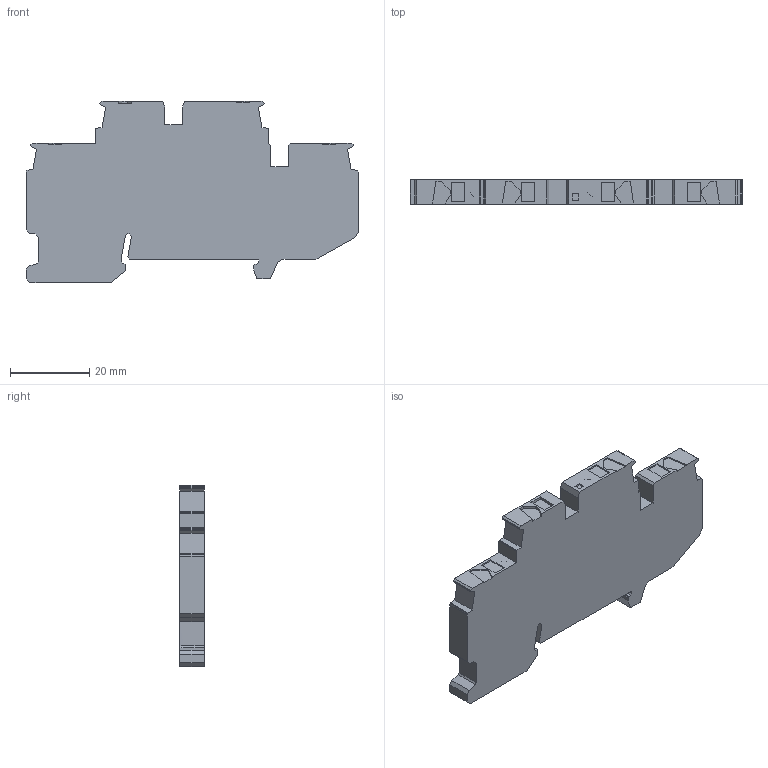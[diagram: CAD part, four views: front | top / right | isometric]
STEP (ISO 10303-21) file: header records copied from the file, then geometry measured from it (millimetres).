
FILE_DESCRIPTION( ('This file contains a STEP AP42 implementation' ,'as created by ZW3D STEP Interface translator.') ,'2;1' );
FILE_NAME( 'GUV4-202-XX-00N.stp' ,'2410 8.1534 5', (''), ('ZWCAD Software Co.'), 'Version 1.0', 'ZW3D to STEP translator', '' );
FILE_SCHEMA(('CONFIG_CONTROL_DESIGN'));
Length unit declared in the file: millimetre
Products named in the file (1): 0
Bounding box: 83.75 x 6.2 x 45.85 mm (x, y, z)
Volume: 17965.6 mm3; surface area: 7787.1 mm2
Topology: 1 solids, 1 shells, 152 faces, 436 edges, 293 vertices
Faces by surface type: bspline 152
Entity records: 5192 total; most frequent: CARTESIAN_POINT 2659, ORIENTED_EDGE 872, EDGE_CURVE 436, B_SPLINE_CURVE_WITH_KNOTS 339, VERTEX_POINT 293, EDGE_LOOP 159, FACE_OUTER_BOUND 152, ADVANCED_FACE 152
